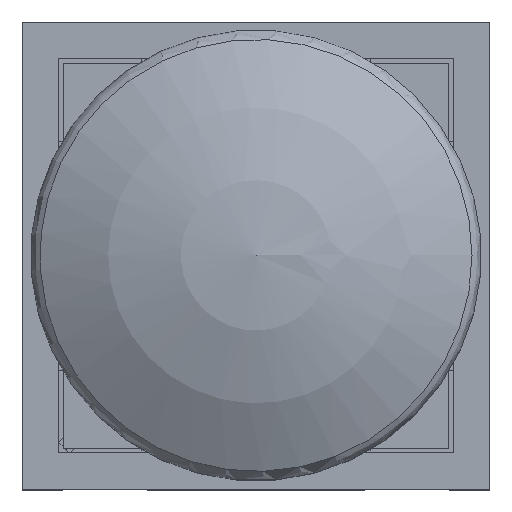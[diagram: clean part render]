
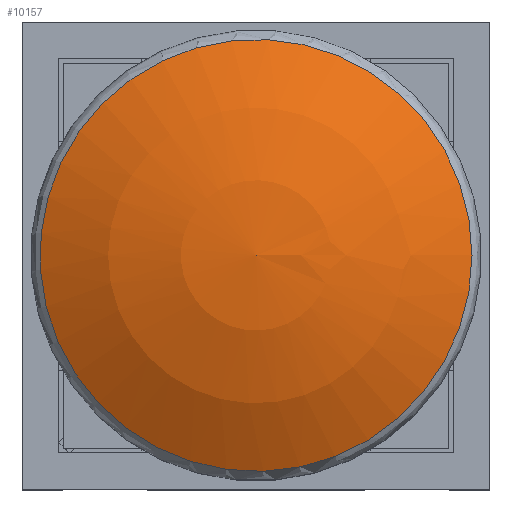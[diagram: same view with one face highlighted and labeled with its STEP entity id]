
A CAD part, top view. The second image highlights one B-rep face of the part: STEP entity #10157.
In plain terms, the highlighted spherical face has radius 11.27 mm.
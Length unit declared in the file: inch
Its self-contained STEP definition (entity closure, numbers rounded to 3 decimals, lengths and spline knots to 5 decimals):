
#10117=CARTESIAN_POINT('',(-0.16011,0.16011,0.45362));
#10118=VERTEX_POINT('',#10117);
#10119=CARTESIAN_POINT('',(0.,0.,0.45362));
#10120=DIRECTION('',(0.,0.,-1.0));
#10121=DIRECTION('',(0.707,-0.707,0.));
#10122=AXIS2_PLACEMENT_3D('',#10119,#10120,#10121);
#10123=CIRCLE('',#10122,0.22643);
#10124=EDGE_CURVE('',#10118,#10118,#10123,.T.);
#10149=CARTESIAN_POINT('',(0.,0.,0.07206));
#10150=DIRECTION('',(0.0,0.0,1.0));
#10151=DIRECTION('',(1.0,0.0,0.0));
#10152=AXIS2_PLACEMENT_3D('',#10149,#10150,#10151);
#10153=SPHERICAL_SURFACE('',#10152,0.44369);
#10154=ORIENTED_EDGE('',*,*,#10124,.F.);
#10155=EDGE_LOOP('',(#10154));
#10156=FACE_OUTER_BOUND('',#10155,.T.);
#10157=ADVANCED_FACE('',(#10156),#10153,.T.);
